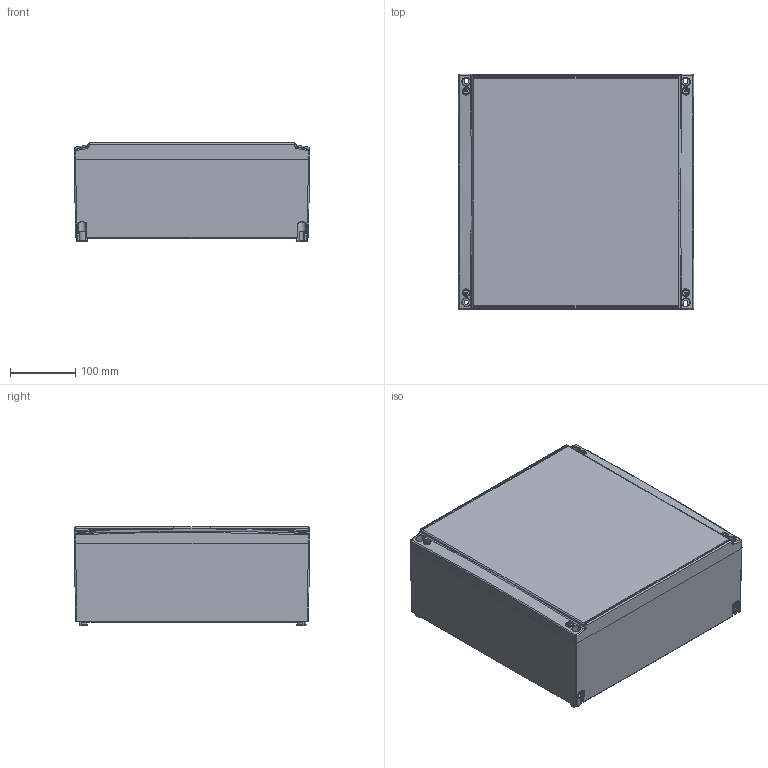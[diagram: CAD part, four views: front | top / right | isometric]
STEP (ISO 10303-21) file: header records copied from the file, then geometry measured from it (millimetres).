
FILE_DESCRIPTION (( 'STEP AP214' ), '1' );
FILE_NAME ('02014415.STEP', '2016-01-27T13:08:07', ( 'Admin' ), ( 'Hewlett-Packard Company' ), 'SwSTEP 2.0', 'SolidWorks 2015', '' );
FILE_SCHEMA (( 'AUTOMOTIVE_DESIGN' ));
Length unit declared in the file: millimetre
Products named in the file (11): 23469; 82009; 93135; 93277_EJOT Delta PT Schraube H 30x8 WN5411; 23468; 21454; 21455; 86222; 86224; 02014415
Assembly tree (28 placements, depth 3):
  02014415
    21455
      21455
      86224  x4
      86222  x4
    21454
    23468  x4
    93277_EJOT Delta PT Schraube H 30x8 WN5411  x4
    93135  x4
    82009
    23469  x4
Bounding box: 360 x 360 x 150 mm (x, y, z)
Volume: 2342997.3 mm3; surface area: 992424.9 mm2
Topology: 27 solids, 27 shells, 5256 faces, 12377 edges, 7212 vertices
Faces by surface type: cylinder 1679, plane 1417, bspline 1148, cone 402, torus 396, sphere 214
Full cylindrical faces by diameter (mm): 3 x4, 4 x1, 5 x24, 5.02 x8, 5.3 x4, 6 x8, 7.4 x8, 8 x4
Entity records: 123807 total; most frequent: CARTESIAN_POINT 60416, ORIENTED_EDGE 14072, DIRECTION 11658, EDGE_CURVE 7036, AXIS2_PLACEMENT_3D 4412, VERTEX_POINT 4232, EDGE_LOOP 3364, FACE_OUTER_BOUND 3120
